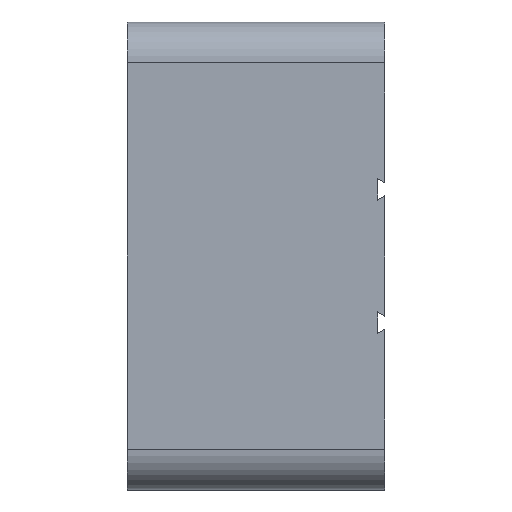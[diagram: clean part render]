
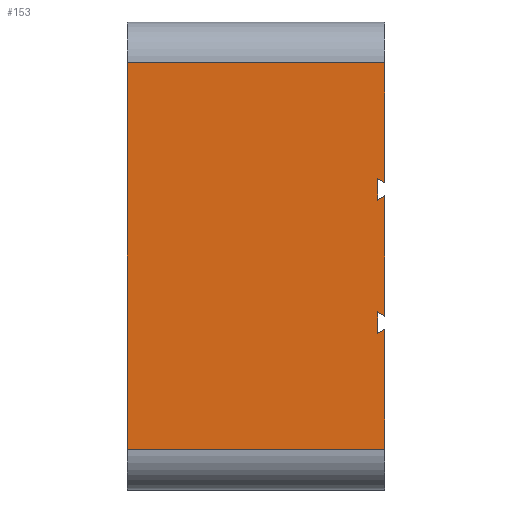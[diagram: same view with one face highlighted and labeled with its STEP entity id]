
A CAD part, front view. The second image highlights one B-rep face of the part: STEP entity #153.
In plain terms, the highlighted planar face has unit normal (0, -1, 0).
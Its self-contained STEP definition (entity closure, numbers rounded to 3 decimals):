
#14 = VECTOR ( 'NONE', #796, 1000. ) ;
#18 = VECTOR ( 'NONE', #218, 1000. ) ;
#22 = EDGE_CURVE ( 'NONE', #621, #619, #498, .T. ) ;
#60 = VECTOR ( 'NONE', #1121, 1000. ) ;
#64 = ORIENTED_EDGE ( 'NONE', *, *, #927, .F. ) ;
#101 = ORIENTED_EDGE ( 'NONE', *, *, #22, .F. ) ;
#105 = VECTOR ( 'NONE', #606, 1000. ) ;
#109 = CARTESIAN_POINT ( 'NONE',  ( 63.2, 0., -39.425 ) ) ;
#140 = LINE ( 'NONE', #672, #394 ) ;
#147 = DIRECTION ( 'NONE',  ( -0.866, 0., 0.5 ) ) ;
#153 = ADVANCED_FACE ( 'NONE', ( #1169 ), #742, .F. ) ;
#154 = VECTOR ( 'NONE', #1017, 1000. ) ;
#160 = VERTEX_POINT ( 'NONE', #1353 ) ;
#201 = CARTESIAN_POINT ( 'NONE',  ( 63.2, 0., 0. ) ) ;
#218 = DIRECTION ( 'NONE',  ( 0., 0., -1. ) ) ;
#226 = CARTESIAN_POINT ( 'NONE',  ( 63.2, 0., -72.125 ) ) ;
#231 = ORIENTED_EDGE ( 'NONE', *, *, #822, .T. ) ;
#236 = EDGE_CURVE ( 'NONE', #448, #870, #446, .T. ) ;
#237 = VERTEX_POINT ( 'NONE', #964 ) ;
#252 = DIRECTION ( 'NONE',  ( 0.866, 0., 0.5 ) ) ;
#275 = DIRECTION ( 'NONE',  ( 1., 0., 0. ) ) ;
#276 = EDGE_CURVE ( 'NONE', #619, #439, #894, .T. ) ;
#279 = AXIS2_PLACEMENT_3D ( 'NONE', #1150, #971, #343 ) ;
#282 = VECTOR ( 'NONE', #147, 1000. ) ;
#283 = CARTESIAN_POINT ( 'NONE',  ( 61.425, 0., -76.4 ) ) ;
#308 = CARTESIAN_POINT ( 'NONE',  ( 63.2, 0., 0. ) ) ;
#312 = ORIENTED_EDGE ( 'NONE', *, *, #1153, .F. ) ;
#326 = ORIENTED_EDGE ( 'NONE', *, *, #1273, .F. ) ;
#343 = DIRECTION ( 'NONE',  ( 0., 0., 1. ) ) ;
#382 = VERTEX_POINT ( 'NONE', #472 ) ;
#390 = CARTESIAN_POINT ( 'NONE',  ( 0., 0., 0. ) ) ;
#394 = VECTOR ( 'NONE', #882, 1000. ) ;
#396 = LINE ( 'NONE', #1232, #154 ) ;
#400 = LINE ( 'NONE', #390, #60 ) ;
#409 = LINE ( 'NONE', #724, #643 ) ;
#411 = CARTESIAN_POINT ( 'NONE',  ( 63.2, 0., -42.675 ) ) ;
#439 = VERTEX_POINT ( 'NONE', #504 ) ;
#446 = LINE ( 'NONE', #1066, #790 ) ;
#448 = VERTEX_POINT ( 'NONE', #1230 ) ;
#472 = CARTESIAN_POINT ( 'NONE',  ( 0., 0., -10. ) ) ;
#480 = VECTOR ( 'NONE', #1242, 1000. ) ;
#498 = LINE ( 'NONE', #283, #480 ) ;
#502 = CARTESIAN_POINT ( 'NONE',  ( 61.425, 0., -43.7 ) ) ;
#504 = CARTESIAN_POINT ( 'NONE',  ( 63.2, 0., -75.375 ) ) ;
#537 = VERTEX_POINT ( 'NONE', #226 ) ;
#548 = DIRECTION ( 'NONE',  ( 0., 0., -1. ) ) ;
#573 = VECTOR ( 'NONE', #252, 1000. ) ;
#589 = CARTESIAN_POINT ( 'NONE',  ( 61.425, 0., -71.1 ) ) ;
#606 = DIRECTION ( 'NONE',  ( 0., 0., -1. ) ) ;
#619 = VERTEX_POINT ( 'NONE', #862 ) ;
#621 = VERTEX_POINT ( 'NONE', #1274 ) ;
#624 = EDGE_LOOP ( 'NONE', ( #231, #1110, #312, #713, #101, #1181, #64, #1315, #671, #326, #951, #1062 ) ) ;
#643 = VECTOR ( 'NONE', #1031, 1000. ) ;
#658 = LINE ( 'NONE', #589, #282 ) ;
#671 = ORIENTED_EDGE ( 'NONE', *, *, #236, .F. ) ;
#672 = CARTESIAN_POINT ( 'NONE',  ( 63.2, 0., 0. ) ) ;
#713 = ORIENTED_EDGE ( 'NONE', *, *, #276, .F. ) ;
#724 = CARTESIAN_POINT ( 'NONE',  ( 61.425, 0., -38.4 ) ) ;
#742 = PLANE ( 'NONE',  #279 ) ;
#770 = CARTESIAN_POINT ( 'NONE',  ( 63.2, 0., -75.375 ) ) ;
#790 = VECTOR ( 'NONE', #548, 1000. ) ;
#796 = DIRECTION ( 'NONE',  ( 0.866, 0., 0.5 ) ) ;
#803 = LINE ( 'NONE', #1219, #1330 ) ;
#822 = EDGE_CURVE ( 'NONE', #382, #237, #400, .T. ) ;
#862 = CARTESIAN_POINT ( 'NONE',  ( 61.425, 0., -76.4 ) ) ;
#870 = VERTEX_POINT ( 'NONE', #502 ) ;
#882 = DIRECTION ( 'NONE',  ( 0., 0., -1. ) ) ;
#894 = LINE ( 'NONE', #770, #14 ) ;
#927 = EDGE_CURVE ( 'NONE', #1015, #537, #1272, .T. ) ;
#945 = LINE ( 'NONE', #201, #105 ) ;
#951 = ORIENTED_EDGE ( 'NONE', *, *, #1297, .F. ) ;
#964 = CARTESIAN_POINT ( 'NONE',  ( 0., 0., -104.8 ) ) ;
#971 = DIRECTION ( 'NONE',  ( 0., 1., 0. ) ) ;
#973 = VERTEX_POINT ( 'NONE', #1173 ) ;
#1015 = VERTEX_POINT ( 'NONE', #411 ) ;
#1017 = DIRECTION ( 'NONE',  ( -1., 0., 0. ) ) ;
#1031 = DIRECTION ( 'NONE',  ( -0.866, 0., 0.5 ) ) ;
#1062 = ORIENTED_EDGE ( 'NONE', *, *, #1295, .T. ) ;
#1066 = CARTESIAN_POINT ( 'NONE',  ( 61.425, 0., -43.7 ) ) ;
#1078 = EDGE_CURVE ( 'NONE', #537, #621, #658, .T. ) ;
#1110 = ORIENTED_EDGE ( 'NONE', *, *, #1165, .T. ) ;
#1121 = DIRECTION ( 'NONE',  ( 0., 0., -1. ) ) ;
#1150 = CARTESIAN_POINT ( 'NONE',  ( 63.2, 0., 0. ) ) ;
#1153 = EDGE_CURVE ( 'NONE', #439, #973, #140, .T. ) ;
#1162 = EDGE_CURVE ( 'NONE', #870, #1015, #1291, .T. ) ;
#1165 = EDGE_CURVE ( 'NONE', #237, #973, #803, .T. ) ;
#1169 = FACE_OUTER_BOUND ( 'NONE', #624, .T. ) ;
#1173 = CARTESIAN_POINT ( 'NONE',  ( 63.2, 0., -104.8 ) ) ;
#1181 = ORIENTED_EDGE ( 'NONE', *, *, #1078, .F. ) ;
#1197 = CARTESIAN_POINT ( 'NONE',  ( 63.2, 0., -42.675 ) ) ;
#1219 = CARTESIAN_POINT ( 'NONE',  ( 63.2, 0., -104.8 ) ) ;
#1230 = CARTESIAN_POINT ( 'NONE',  ( 61.425, 0., -38.4 ) ) ;
#1232 = CARTESIAN_POINT ( 'NONE',  ( 0., 0., -10. ) ) ;
#1242 = DIRECTION ( 'NONE',  ( 0., 0., -1. ) ) ;
#1272 = LINE ( 'NONE', #308, #18 ) ;
#1273 = EDGE_CURVE ( 'NONE', #1329, #448, #409, .T. ) ;
#1274 = CARTESIAN_POINT ( 'NONE',  ( 61.425, 0., -71.1 ) ) ;
#1291 = LINE ( 'NONE', #1197, #573 ) ;
#1295 = EDGE_CURVE ( 'NONE', #160, #382, #396, .T. ) ;
#1297 = EDGE_CURVE ( 'NONE', #160, #1329, #945, .T. ) ;
#1315 = ORIENTED_EDGE ( 'NONE', *, *, #1162, .F. ) ;
#1329 = VERTEX_POINT ( 'NONE', #109 ) ;
#1330 = VECTOR ( 'NONE', #275, 1000. ) ;
#1353 = CARTESIAN_POINT ( 'NONE',  ( 63.2, 0., -10. ) ) ;
